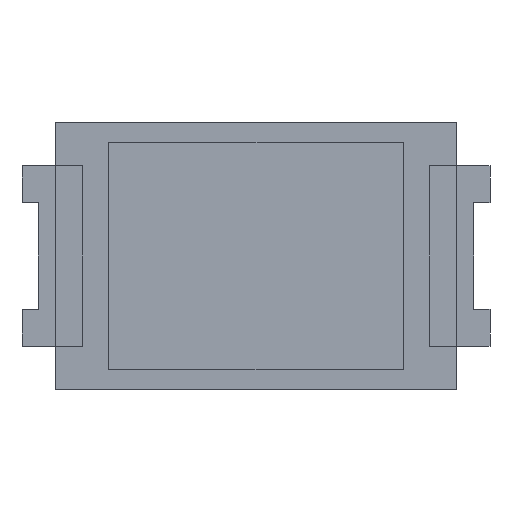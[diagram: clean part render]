
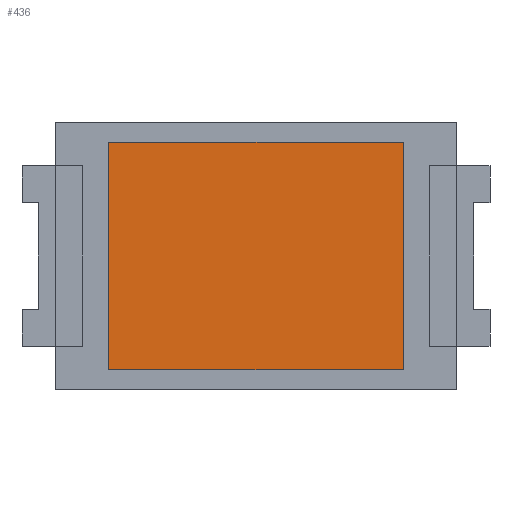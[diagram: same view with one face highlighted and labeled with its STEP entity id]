
A CAD part, front view. The second image highlights one B-rep face of the part: STEP entity #436.
In plain terms, the highlighted planar face has unit normal (0, -1, 0).
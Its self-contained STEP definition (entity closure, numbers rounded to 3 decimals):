
#133=DIRECTION('',(0.,0.,-1.));
#134=VECTOR('',#133,1.7);
#135=CARTESIAN_POINT('',(1.1,-0.04,0.85));
#136=LINE('',#135,#134);
#137=DIRECTION('',(-1.,0.,0.));
#138=VECTOR('',#137,2.2);
#139=CARTESIAN_POINT('',(1.1,-0.04,-0.85));
#140=LINE('',#139,#138);
#141=DIRECTION('',(0.,0.,1.));
#142=VECTOR('',#141,1.7);
#143=CARTESIAN_POINT('',(-1.1,-0.04,-0.85));
#144=LINE('',#143,#142);
#145=DIRECTION('',(1.,0.,0.));
#146=VECTOR('',#145,2.2);
#147=CARTESIAN_POINT('',(-1.1,-0.04,0.85));
#148=LINE('',#147,#146);
#165=CARTESIAN_POINT('',(1.1,-0.04,0.85));
#166=CARTESIAN_POINT('',(1.1,-0.04,-0.85));
#167=VERTEX_POINT('',#165);
#168=VERTEX_POINT('',#166);
#169=CARTESIAN_POINT('',(-1.1,-0.04,-0.85));
#170=VERTEX_POINT('',#169);
#171=CARTESIAN_POINT('',(-1.1,-0.04,0.85));
#172=VERTEX_POINT('',#171);
#425=CARTESIAN_POINT('',(0.,-0.04,0.));
#426=DIRECTION('',(0.,1.,0.));
#427=DIRECTION('',(-1.,0.,0.));
#428=AXIS2_PLACEMENT_3D('',#425,#426,#427);
#429=PLANE('',#428);
#430=ORIENTED_EDGE('',*,*,#377,.T.);
#431=ORIENTED_EDGE('',*,*,#392,.T.);
#432=ORIENTED_EDGE('',*,*,#406,.T.);
#433=ORIENTED_EDGE('',*,*,#419,.T.);
#434=EDGE_LOOP('',(#430,#431,#432,#433));
#435=FACE_OUTER_BOUND('',#434,.F.);
#377=EDGE_CURVE('',#167,#168,#136,.T.);
#392=EDGE_CURVE('',#168,#170,#140,.T.);
#406=EDGE_CURVE('',#170,#172,#144,.T.);
#419=EDGE_CURVE('',#172,#167,#148,.T.);
#436=ADVANCED_FACE('',(#435),#429,.F.);
